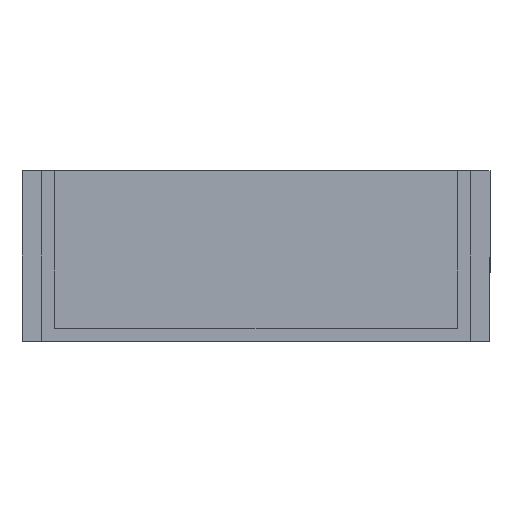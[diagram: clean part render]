
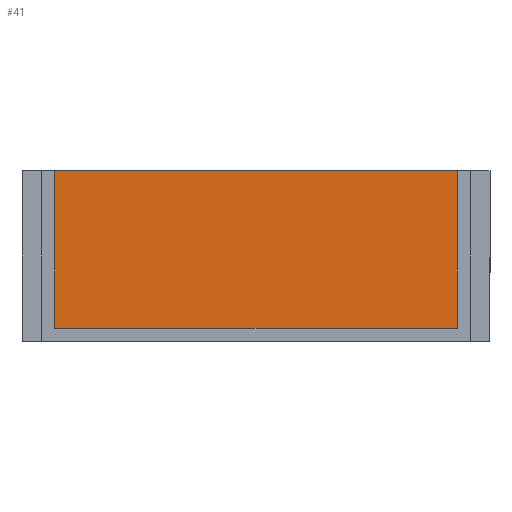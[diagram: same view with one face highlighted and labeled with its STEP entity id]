
A CAD part, front view. The second image highlights one B-rep face of the part: STEP entity #41.
In plain terms, the highlighted planar face has unit normal (0, -1, 0).
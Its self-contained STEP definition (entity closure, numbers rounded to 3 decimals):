
#12 = LINE ( 'NONE', #1107, #78 ) ;
#15 = CARTESIAN_POINT ( 'NONE',  ( -26.75, 0., 9.75 ) ) ;
#19 = VECTOR ( 'NONE', #195, 1000. ) ;
#41 = ADVANCED_FACE ( 'NONE', ( #426 ), #601, .F. ) ;
#46 = EDGE_CURVE ( 'NONE', #113, #301, #394, .T. ) ;
#50 = CARTESIAN_POINT ( 'NONE',  ( 23., 0., 9.75 ) ) ;
#78 = VECTOR ( 'NONE', #595, 1000. ) ;
#83 = EDGE_CURVE ( 'NONE', #313, #301, #1099, .T. ) ;
#113 = VERTEX_POINT ( 'NONE', #381 ) ;
#160 = LINE ( 'NONE', #304, #690 ) ;
#175 = EDGE_CURVE ( 'NONE', #113, #344, #160, .T. ) ;
#187 = VECTOR ( 'NONE', #772, 1000. ) ;
#195 = DIRECTION ( 'NONE',  ( 1., 0., 0. ) ) ;
#222 = CARTESIAN_POINT ( 'NONE',  ( -23., 0., 9.75 ) ) ;
#279 = CARTESIAN_POINT ( 'NONE',  ( 0., 0., 0. ) ) ;
#301 = VERTEX_POINT ( 'NONE', #50 ) ;
#304 = CARTESIAN_POINT ( 'NONE',  ( 23., 0., -8.25 ) ) ;
#313 = VERTEX_POINT ( 'NONE', #222 ) ;
#340 = CARTESIAN_POINT ( 'NONE',  ( -23., 0., -8.25 ) ) ;
#344 = VERTEX_POINT ( 'NONE', #340 ) ;
#381 = CARTESIAN_POINT ( 'NONE',  ( 23., 0., -8.25 ) ) ;
#394 = LINE ( 'NONE', #688, #187 ) ;
#395 = ORIENTED_EDGE ( 'NONE', *, *, #83, .F. ) ;
#426 = FACE_OUTER_BOUND ( 'NONE', #699, .T. ) ;
#535 = DIRECTION ( 'NONE',  ( 0., 1., 0. ) ) ;
#595 = DIRECTION ( 'NONE',  ( 0., 0., 1. ) ) ;
#601 = PLANE ( 'NONE',  #1007 ) ;
#663 = ORIENTED_EDGE ( 'NONE', *, *, #175, .F. ) ;
#688 = CARTESIAN_POINT ( 'NONE',  ( 23., 0., 9.75 ) ) ;
#690 = VECTOR ( 'NONE', #874, 1000. ) ;
#699 = EDGE_LOOP ( 'NONE', ( #663, #840, #395, #723 ) ) ;
#723 = ORIENTED_EDGE ( 'NONE', *, *, #859, .F. ) ;
#772 = DIRECTION ( 'NONE',  ( 0., 0., 1. ) ) ;
#840 = ORIENTED_EDGE ( 'NONE', *, *, #46, .T. ) ;
#857 = DIRECTION ( 'NONE',  ( 0., 0., 1. ) ) ;
#859 = EDGE_CURVE ( 'NONE', #344, #313, #12, .T. ) ;
#874 = DIRECTION ( 'NONE',  ( -1., 0., 0. ) ) ;
#1007 = AXIS2_PLACEMENT_3D ( 'NONE', #279, #535, #857 ) ;
#1099 = LINE ( 'NONE', #15, #19 ) ;
#1107 = CARTESIAN_POINT ( 'NONE',  ( -23., 0., 9.75 ) ) ;
